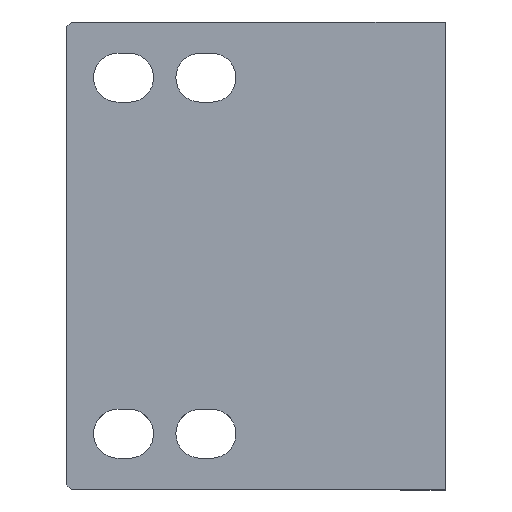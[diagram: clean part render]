
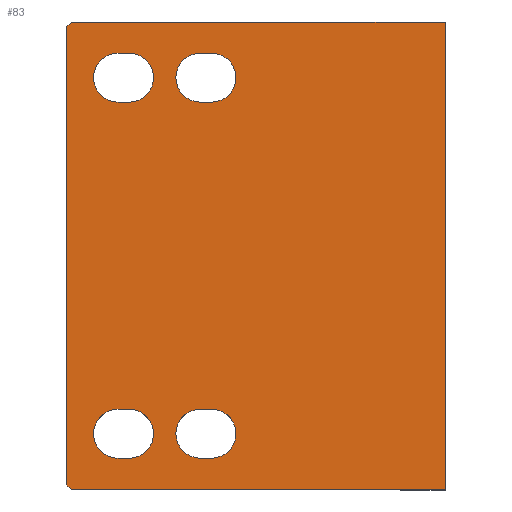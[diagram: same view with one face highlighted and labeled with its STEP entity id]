
A CAD part, top view. The second image highlights one B-rep face of the part: STEP entity #83.
In plain terms, the highlighted face is planar.
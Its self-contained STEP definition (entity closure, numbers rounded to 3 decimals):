
#52=FACE_BOUND('',#199,.T.);
#53=FACE_BOUND('',#200,.T.);
#54=FACE_BOUND('',#201,.T.);
#55=FACE_BOUND('',#202,.T.);
#56=FACE_BOUND('',#203,.T.);
#83=ADVANCED_FACE('',(#52,#53,#54,#55,#56),#129,.T.);
#129=PLANE('',#994);
#199=EDGE_LOOP('',(#319,#320,#321,#322));
#200=EDGE_LOOP('',(#323,#324,#325,#326));
#201=EDGE_LOOP('',(#327,#328,#329,#330,#331,#332));
#202=EDGE_LOOP('',(#333,#334,#335,#336));
#203=EDGE_LOOP('',(#337,#338,#339,#340));
#264=CIRCLE('',#986,1.1);
#265=CIRCLE('',#987,1.1);
#266=CIRCLE('',#988,1.1);
#267=CIRCLE('',#989,1.1);
#268=CIRCLE('',#990,1.1);
#269=CIRCLE('',#991,1.1);
#270=CIRCLE('',#992,1.1);
#271=CIRCLE('',#993,1.1);
#319=ORIENTED_EDGE('',*,*,#668,.T.);
#320=ORIENTED_EDGE('',*,*,#669,.T.);
#321=ORIENTED_EDGE('',*,*,#670,.T.);
#322=ORIENTED_EDGE('',*,*,#671,.T.);
#323=ORIENTED_EDGE('',*,*,#672,.F.);
#324=ORIENTED_EDGE('',*,*,#673,.T.);
#325=ORIENTED_EDGE('',*,*,#674,.F.);
#326=ORIENTED_EDGE('',*,*,#675,.T.);
#327=ORIENTED_EDGE('',*,*,#676,.T.);
#328=ORIENTED_EDGE('',*,*,#677,.T.);
#329=ORIENTED_EDGE('',*,*,#678,.F.);
#330=ORIENTED_EDGE('',*,*,#679,.F.);
#331=ORIENTED_EDGE('',*,*,#654,.T.);
#332=ORIENTED_EDGE('',*,*,#680,.T.);
#333=ORIENTED_EDGE('',*,*,#681,.F.);
#334=ORIENTED_EDGE('',*,*,#682,.T.);
#335=ORIENTED_EDGE('',*,*,#683,.F.);
#336=ORIENTED_EDGE('',*,*,#684,.T.);
#337=ORIENTED_EDGE('',*,*,#685,.T.);
#338=ORIENTED_EDGE('',*,*,#686,.T.);
#339=ORIENTED_EDGE('',*,*,#687,.T.);
#340=ORIENTED_EDGE('',*,*,#688,.T.);
#564=VERTEX_POINT('',#1342);
#565=VERTEX_POINT('',#1344);
#576=VERTEX_POINT('',#1373);
#577=VERTEX_POINT('',#1374);
#578=VERTEX_POINT('',#1376);
#579=VERTEX_POINT('',#1378);
#580=VERTEX_POINT('',#1381);
#581=VERTEX_POINT('',#1382);
#582=VERTEX_POINT('',#1384);
#583=VERTEX_POINT('',#1386);
#584=VERTEX_POINT('',#1389);
#585=VERTEX_POINT('',#1390);
#586=VERTEX_POINT('',#1392);
#587=VERTEX_POINT('',#1394);
#588=VERTEX_POINT('',#1398);
#589=VERTEX_POINT('',#1399);
#590=VERTEX_POINT('',#1401);
#591=VERTEX_POINT('',#1403);
#592=VERTEX_POINT('',#1406);
#593=VERTEX_POINT('',#1407);
#594=VERTEX_POINT('',#1409);
#595=VERTEX_POINT('',#1411);
#654=EDGE_CURVE('',#565,#564,#784,.T.);
#668=EDGE_CURVE('',#576,#577,#264,.T.);
#669=EDGE_CURVE('',#577,#578,#795,.T.);
#670=EDGE_CURVE('',#578,#579,#265,.T.);
#671=EDGE_CURVE('',#579,#576,#796,.T.);
#672=EDGE_CURVE('',#580,#581,#797,.T.);
#673=EDGE_CURVE('',#580,#582,#266,.T.);
#674=EDGE_CURVE('',#583,#582,#798,.T.);
#675=EDGE_CURVE('',#583,#581,#267,.T.);
#676=EDGE_CURVE('',#584,#585,#799,.T.);
#677=EDGE_CURVE('',#585,#586,#800,.T.);
#678=EDGE_CURVE('',#587,#586,#801,.T.);
#679=EDGE_CURVE('',#565,#587,#802,.T.);
#680=EDGE_CURVE('',#564,#584,#803,.T.);
#681=EDGE_CURVE('',#588,#589,#804,.T.);
#682=EDGE_CURVE('',#588,#590,#268,.T.);
#683=EDGE_CURVE('',#591,#590,#805,.T.);
#684=EDGE_CURVE('',#591,#589,#269,.T.);
#685=EDGE_CURVE('',#592,#593,#806,.T.);
#686=EDGE_CURVE('',#593,#594,#270,.T.);
#687=EDGE_CURVE('',#594,#595,#807,.T.);
#688=EDGE_CURVE('',#595,#592,#271,.T.);
#784=LINE('',#1343,#879);
#795=LINE('',#1375,#890);
#796=LINE('',#1379,#891);
#797=LINE('',#1380,#892);
#798=LINE('',#1385,#893);
#799=LINE('',#1388,#894);
#800=LINE('',#1391,#895);
#801=LINE('',#1393,#896);
#802=LINE('',#1395,#897);
#803=LINE('',#1396,#898);
#804=LINE('',#1397,#899);
#805=LINE('',#1402,#900);
#806=LINE('',#1405,#901);
#807=LINE('',#1410,#902);
#879=VECTOR('',#1073,1.);
#890=VECTOR('',#1100,1.);
#891=VECTOR('',#1103,1.);
#892=VECTOR('',#1104,1.);
#893=VECTOR('',#1107,1.);
#894=VECTOR('',#1110,1.);
#895=VECTOR('',#1111,1.);
#896=VECTOR('',#1112,1.);
#897=VECTOR('',#1113,1.);
#898=VECTOR('',#1114,1.);
#899=VECTOR('',#1115,1.);
#900=VECTOR('',#1118,1.);
#901=VECTOR('',#1121,1.);
#902=VECTOR('',#1124,1.);
#986=AXIS2_PLACEMENT_3D('',#1372,#1098,#1099);
#987=AXIS2_PLACEMENT_3D('',#1377,#1101,#1102);
#988=AXIS2_PLACEMENT_3D('',#1383,#1105,#1106);
#989=AXIS2_PLACEMENT_3D('',#1387,#1108,#1109);
#990=AXIS2_PLACEMENT_3D('',#1400,#1116,#1117);
#991=AXIS2_PLACEMENT_3D('',#1404,#1119,#1120);
#992=AXIS2_PLACEMENT_3D('',#1408,#1122,#1123);
#993=AXIS2_PLACEMENT_3D('',#1412,#1125,#1126);
#994=AXIS2_PLACEMENT_3D('',#1413,#1127,#1128);
#1073=DIRECTION('',(0.,1.,0.));
#1098=DIRECTION('',(1.,0.,0.));
#1099=DIRECTION('',(0.,-1.,0.));
#1100=DIRECTION('',(0.,1.,0.));
#1101=DIRECTION('',(1.,0.,0.));
#1102=DIRECTION('',(0.,-1.,0.));
#1103=DIRECTION('',(0.,-1.,0.));
#1104=DIRECTION('',(0.,-1.,0.));
#1105=DIRECTION('',(1.,0.,0.));
#1106=DIRECTION('',(0.,-1.,0.));
#1107=DIRECTION('',(0.,1.,0.));
#1108=DIRECTION('',(1.,0.,0.));
#1109=DIRECTION('',(0.,-1.,0.));
#1110=DIRECTION('',(0.,0.,-1.));
#1111=DIRECTION('',(0.,-0.707,-0.707));
#1112=DIRECTION('',(0.,1.,0.));
#1113=DIRECTION('',(0.,0.,-1.));
#1114=DIRECTION('',(0.,0.707,-0.707));
#1115=DIRECTION('',(0.,1.,0.));
#1116=DIRECTION('',(1.,0.,0.));
#1117=DIRECTION('',(0.,-1.,0.));
#1118=DIRECTION('',(0.,-1.,0.));
#1119=DIRECTION('',(1.,0.,0.));
#1120=DIRECTION('',(0.,-1.,0.));
#1121=DIRECTION('',(0.,1.,0.));
#1122=DIRECTION('',(1.,0.,0.));
#1123=DIRECTION('',(0.,-1.,0.));
#1124=DIRECTION('',(0.,-1.,0.));
#1125=DIRECTION('',(1.,0.,0.));
#1126=DIRECTION('',(0.,-1.,0.));
#1127=DIRECTION('',(-1.,0.,0.));
#1128=DIRECTION('',(0.,-1.,0.));
#1342=CARTESIAN_POINT('',(0.,16.8,21.));
#1343=CARTESIAN_POINT('',(0.,0.,21.));
#1344=CARTESIAN_POINT('',(0.,0.,21.));
#1372=CARTESIAN_POINT('',(0.,14.2,18.5));
#1373=CARTESIAN_POINT('',(0.,14.2,19.6));
#1374=CARTESIAN_POINT('',(0.,14.2,17.4));
#1375=CARTESIAN_POINT('',(0.,13.1,17.4));
#1376=CARTESIAN_POINT('',(0.,14.7,17.4));
#1377=CARTESIAN_POINT('',(0.,14.7,18.5));
#1378=CARTESIAN_POINT('',(0.,14.7,19.6));
#1379=CARTESIAN_POINT('',(0.,15.8,19.6));
#1380=CARTESIAN_POINT('',(0.,12.1,17.4));
#1381=CARTESIAN_POINT('',(0.,11.,17.4));
#1382=CARTESIAN_POINT('',(0.,10.5,17.4));
#1383=CARTESIAN_POINT('',(0.,11.,18.5));
#1384=CARTESIAN_POINT('',(0.,11.,19.6));
#1385=CARTESIAN_POINT('',(0.,9.4,19.6));
#1386=CARTESIAN_POINT('',(0.,10.5,19.6));
#1387=CARTESIAN_POINT('',(0.,10.5,18.5));
#1388=CARTESIAN_POINT('',(0.,17.,21.));
#1389=CARTESIAN_POINT('',(0.,17.,20.8));
#1390=CARTESIAN_POINT('',(0.,17.,0.2));
#1391=CARTESIAN_POINT('',(0.,18.9,2.1));
#1392=CARTESIAN_POINT('',(0.,16.8,0.));
#1393=CARTESIAN_POINT('',(0.,0.,0.));
#1394=CARTESIAN_POINT('',(0.,0.,0.));
#1395=CARTESIAN_POINT('',(0.,0.,21.));
#1396=CARTESIAN_POINT('',(0.,8.4,29.4));
#1397=CARTESIAN_POINT('',(0.,13.1,3.6));
#1398=CARTESIAN_POINT('',(0.,14.2,3.6));
#1399=CARTESIAN_POINT('',(0.,14.7,3.6));
#1400=CARTESIAN_POINT('',(0.,14.2,2.5));
#1401=CARTESIAN_POINT('',(0.,14.2,1.4));
#1402=CARTESIAN_POINT('',(0.,15.8,1.4));
#1403=CARTESIAN_POINT('',(0.,14.7,1.4));
#1404=CARTESIAN_POINT('',(0.,14.7,2.5));
#1405=CARTESIAN_POINT('',(0.,9.4,1.4));
#1406=CARTESIAN_POINT('',(0.,10.5,1.4));
#1407=CARTESIAN_POINT('',(0.,11.,1.4));
#1408=CARTESIAN_POINT('',(0.,11.,2.5));
#1409=CARTESIAN_POINT('',(0.,11.,3.6));
#1410=CARTESIAN_POINT('',(0.,12.1,3.6));
#1411=CARTESIAN_POINT('',(0.,10.5,3.6));
#1412=CARTESIAN_POINT('',(0.,10.5,2.5));
#1413=CARTESIAN_POINT('',(0.,0.,21.));
